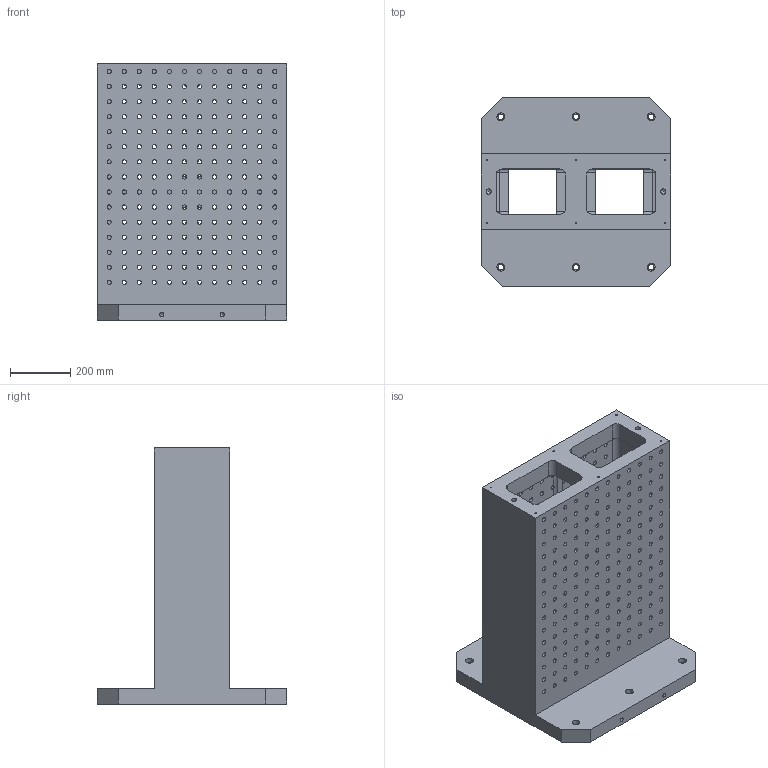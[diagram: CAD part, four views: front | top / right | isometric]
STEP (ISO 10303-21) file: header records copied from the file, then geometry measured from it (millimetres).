
FILE_DESCRIPTION( ( 'Unknown' ), '1' );
FILE_NAME( 'BP11-630630-0850-16.stp', 'Unknown', ( 'S.C.H' ), ( 'Unknown' ), 'XStep 1.0', 'Unknown', ' ' );
FILE_SCHEMA( ( 'CONFIG_CONTROL_DESIGN' ) );
Length unit declared in the file: millimetre
Products named in the file (1): 1
Bounding box: 630 x 630 x 850 mm (x, y, z)
Volume: 68481125.8 mm3; surface area: 4053116.9 mm2
Topology: 1 solids, 1 shells, 730 faces, 1858 edges, 1156 vertices
Faces by surface type: cylinder 441, plane 238, torus 32, cone 11, sphere 8
Full cylindrical faces by diameter (mm): 5 x6, 14 x363, 17.5 x2, 18 x6, 26 x6
Entity records: 21252 total; most frequent: CARTESIAN_POINT 3910, DIRECTION 3782, ORIENTED_EDGE 2740, AXIS2_PLACEMENT_3D 1709, EDGE_LOOP 1698, EDGE_CURVE 1370, FACE_OUTER_BOUND 1113, VERTEX_POINT 1081
